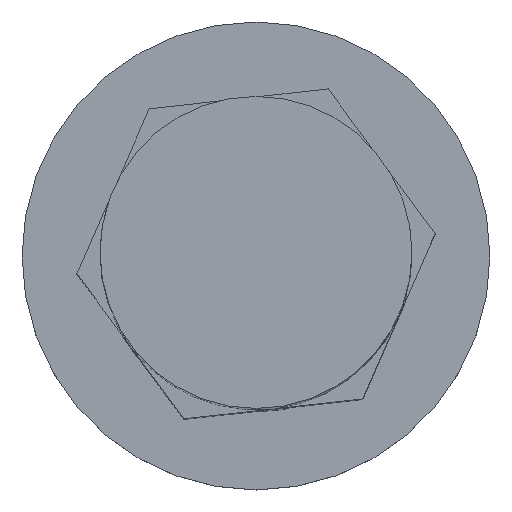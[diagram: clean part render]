
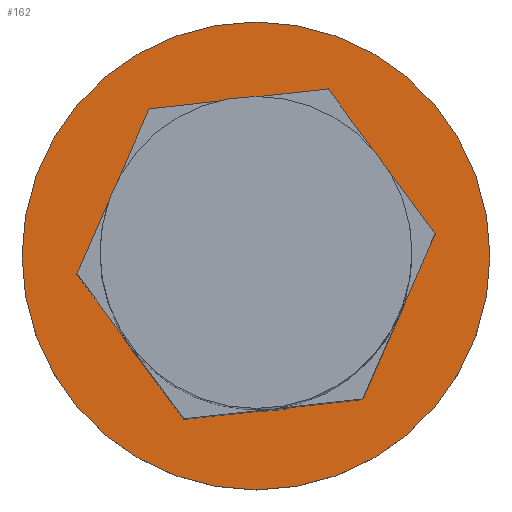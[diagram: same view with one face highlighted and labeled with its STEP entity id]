
A CAD part, top view. The second image highlights one B-rep face of the part: STEP entity #162.
In plain terms, the highlighted planar face has unit normal (0, 0, 1).
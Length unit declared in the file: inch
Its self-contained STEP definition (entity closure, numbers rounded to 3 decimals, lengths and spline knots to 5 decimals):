
#64 = AXIS2_PLACEMENT_3D ( 'NONE', #187, #803, #811 ) ;
#78 = CARTESIAN_POINT ( 'NONE',  ( 0., 0., -0.40625 ) ) ;
#162 = ADVANCED_FACE ( 'NONE', ( #414, #393 ), #445, .F. ) ;
#187 = CARTESIAN_POINT ( 'NONE',  ( 0., 0., -0.40625 ) ) ;
#193 = DIRECTION ( 'NONE',  ( -1., 0., 0. ) ) ;
#203 = AXIS2_PLACEMENT_3D ( 'NONE', #700, #386, #193 ) ;
#221 = CIRCLE ( 'NONE', #705, 0.09375 ) ;
#233 = CIRCLE ( 'NONE', #340, 0.09375 ) ;
#254 = VERTEX_POINT ( 'NONE', #632 ) ;
#257 = EDGE_CURVE ( 'NONE', #254, #516, #709, .T. ) ;
#295 = EDGE_CURVE ( 'NONE', #702, #603, #233, .T. ) ;
#340 = AXIS2_PLACEMENT_3D ( 'NONE', #517, #641, #384 ) ;
#342 = DIRECTION ( 'NONE',  ( -1., 0., 0. ) ) ;
#348 = CARTESIAN_POINT ( 'NONE',  ( 0.09375, 0., -0.40625 ) ) ;
#362 = EDGE_LOOP ( 'NONE', ( #586, #451 ) ) ;
#380 = AXIS2_PLACEMENT_3D ( 'NONE', #628, #684, #813 ) ;
#384 = DIRECTION ( 'NONE',  ( -1., 0., 0. ) ) ;
#386 = DIRECTION ( 'NONE',  ( 0., 0., 1. ) ) ;
#393 = FACE_OUTER_BOUND ( 'NONE', #783, .T. ) ;
#414 = FACE_BOUND ( 'NONE', #362, .T. ) ;
#418 = DIRECTION ( 'NONE',  ( 0., 0., -1. ) ) ;
#440 = CARTESIAN_POINT ( 'NONE',  ( -0.09375, 0., -0.40625 ) ) ;
#445 = PLANE ( 'NONE',  #380 ) ;
#451 = ORIENTED_EDGE ( 'NONE', *, *, #795, .F. ) ;
#479 = CARTESIAN_POINT ( 'NONE',  ( -0.0625, 0., -0.40625 ) ) ;
#516 = VERTEX_POINT ( 'NONE', #479 ) ;
#517 = CARTESIAN_POINT ( 'NONE',  ( 0., 0., -0.40625 ) ) ;
#528 = EDGE_CURVE ( 'NONE', #603, #702, #221, .T. ) ;
#583 = CIRCLE ( 'NONE', #203, 0.0625 ) ;
#586 = ORIENTED_EDGE ( 'NONE', *, *, #257, .F. ) ;
#603 = VERTEX_POINT ( 'NONE', #348 ) ;
#628 = CARTESIAN_POINT ( 'NONE',  ( 0., 0., -0.40625 ) ) ;
#632 = CARTESIAN_POINT ( 'NONE',  ( 0.0625, 0., -0.40625 ) ) ;
#641 = DIRECTION ( 'NONE',  ( 0., 0., -1. ) ) ;
#684 = DIRECTION ( 'NONE',  ( 0., 0., -1. ) ) ;
#700 = CARTESIAN_POINT ( 'NONE',  ( 0., 0., -0.40625 ) ) ;
#702 = VERTEX_POINT ( 'NONE', #440 ) ;
#705 = AXIS2_PLACEMENT_3D ( 'NONE', #78, #418, #342 ) ;
#709 = CIRCLE ( 'NONE', #64, 0.0625 ) ;
#721 = ORIENTED_EDGE ( 'NONE', *, *, #295, .F. ) ;
#776 = ORIENTED_EDGE ( 'NONE', *, *, #528, .F. ) ;
#783 = EDGE_LOOP ( 'NONE', ( #776, #721 ) ) ;
#795 = EDGE_CURVE ( 'NONE', #516, #254, #583, .T. ) ;
#803 = DIRECTION ( 'NONE',  ( 0., 0., 1. ) ) ;
#811 = DIRECTION ( 'NONE',  ( -1., 0., 0. ) ) ;
#813 = DIRECTION ( 'NONE',  ( -1., 0., 0. ) ) ;
